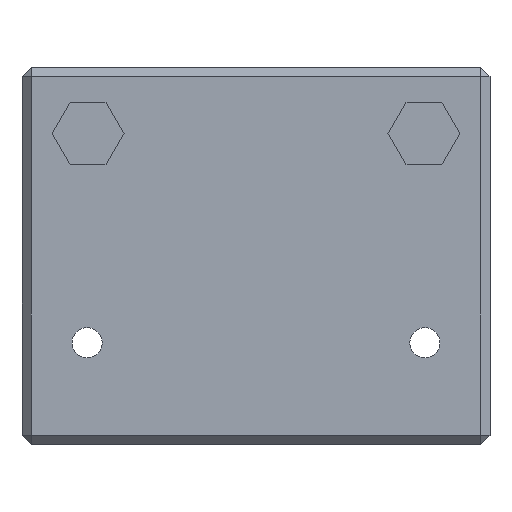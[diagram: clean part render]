
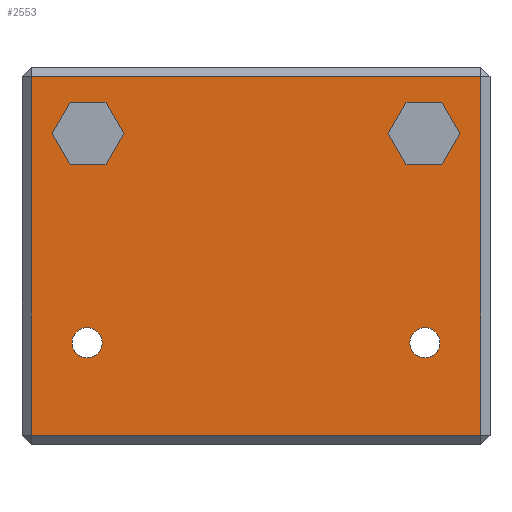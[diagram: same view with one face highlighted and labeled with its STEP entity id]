
A CAD part, top view. The second image highlights one B-rep face of the part: STEP entity #2553.
In plain terms, the highlighted planar face has unit normal (0, 0, 1).
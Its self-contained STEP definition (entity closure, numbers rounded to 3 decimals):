
#34=FACE_BOUND('',#244,.T.);
#35=FACE_BOUND('',#245,.T.);
#36=FACE_BOUND('',#246,.T.);
#37=FACE_BOUND('',#247,.T.);
#51=CIRCLE('',#2720,0.8);
#52=CIRCLE('',#2721,0.8);
#97=FACE_OUTER_BOUND('',#243,.T.);
#243=EDGE_LOOP('',(#1736,#1737,#1738,#1739));
#244=EDGE_LOOP('',(#1740));
#245=EDGE_LOOP('',(#1741));
#246=EDGE_LOOP('',(#1742,#1743,#1744,#1745,#1746,#1747));
#247=EDGE_LOOP('',(#1748,#1749,#1750,#1751,#1752,#1753));
#398=LINE('',#3615,#733);
#402=LINE('',#3623,#737);
#408=LINE('',#3633,#743);
#409=LINE('',#3635,#744);
#431=LINE('',#3696,#766);
#432=LINE('',#3698,#767);
#433=LINE('',#3700,#768);
#434=LINE('',#3702,#769);
#435=LINE('',#3704,#770);
#436=LINE('',#3705,#771);
#437=LINE('',#3708,#772);
#438=LINE('',#3710,#773);
#439=LINE('',#3712,#774);
#440=LINE('',#3714,#775);
#441=LINE('',#3716,#776);
#442=LINE('',#3717,#777);
#733=VECTOR('',#2906,10.);
#737=VECTOR('',#2914,10.);
#743=VECTOR('',#2924,10.);
#744=VECTOR('',#2927,10.);
#766=VECTOR('',#2977,10.);
#767=VECTOR('',#2978,10.);
#768=VECTOR('',#2979,10.);
#769=VECTOR('',#2980,10.);
#770=VECTOR('',#2981,10.);
#771=VECTOR('',#2982,10.);
#772=VECTOR('',#2983,10.);
#773=VECTOR('',#2984,10.);
#774=VECTOR('',#2985,10.);
#775=VECTOR('',#2986,10.);
#776=VECTOR('',#2987,10.);
#777=VECTOR('',#2988,10.);
#1057=VERTEX_POINT('',#3589);
#1060=VERTEX_POINT('',#3596);
#1061=VERTEX_POINT('',#3600);
#1064=VERTEX_POINT('',#3607);
#1092=VERTEX_POINT('',#3690);
#1093=VERTEX_POINT('',#3692);
#1094=VERTEX_POINT('',#3694);
#1095=VERTEX_POINT('',#3695);
#1096=VERTEX_POINT('',#3697);
#1097=VERTEX_POINT('',#3699);
#1098=VERTEX_POINT('',#3701);
#1099=VERTEX_POINT('',#3703);
#1100=VERTEX_POINT('',#3706);
#1101=VERTEX_POINT('',#3707);
#1102=VERTEX_POINT('',#3709);
#1103=VERTEX_POINT('',#3711);
#1104=VERTEX_POINT('',#3713);
#1105=VERTEX_POINT('',#3715);
#1304=EDGE_CURVE('',#1064,#1060,#398,.T.);
#1308=EDGE_CURVE('',#1061,#1064,#402,.T.);
#1314=EDGE_CURVE('',#1057,#1061,#408,.T.);
#1315=EDGE_CURVE('',#1060,#1057,#409,.T.);
#1343=EDGE_CURVE('',#1092,#1092,#51,.T.);
#1344=EDGE_CURVE('',#1093,#1093,#52,.T.);
#1345=EDGE_CURVE('',#1094,#1095,#431,.T.);
#1346=EDGE_CURVE('',#1095,#1096,#432,.T.);
#1347=EDGE_CURVE('',#1096,#1097,#433,.T.);
#1348=EDGE_CURVE('',#1097,#1098,#434,.T.);
#1349=EDGE_CURVE('',#1098,#1099,#435,.T.);
#1350=EDGE_CURVE('',#1099,#1094,#436,.T.);
#1351=EDGE_CURVE('',#1100,#1101,#437,.T.);
#1352=EDGE_CURVE('',#1102,#1100,#438,.T.);
#1353=EDGE_CURVE('',#1103,#1102,#439,.T.);
#1354=EDGE_CURVE('',#1104,#1103,#440,.T.);
#1355=EDGE_CURVE('',#1105,#1104,#441,.T.);
#1356=EDGE_CURVE('',#1101,#1105,#442,.T.);
#1736=ORIENTED_EDGE('',*,*,#1304,.F.);
#1737=ORIENTED_EDGE('',*,*,#1308,.F.);
#1738=ORIENTED_EDGE('',*,*,#1314,.F.);
#1739=ORIENTED_EDGE('',*,*,#1315,.F.);
#1740=ORIENTED_EDGE('',*,*,#1343,.T.);
#1741=ORIENTED_EDGE('',*,*,#1344,.T.);
#1742=ORIENTED_EDGE('',*,*,#1345,.T.);
#1743=ORIENTED_EDGE('',*,*,#1346,.T.);
#1744=ORIENTED_EDGE('',*,*,#1347,.T.);
#1745=ORIENTED_EDGE('',*,*,#1348,.T.);
#1746=ORIENTED_EDGE('',*,*,#1349,.T.);
#1747=ORIENTED_EDGE('',*,*,#1350,.T.);
#1748=ORIENTED_EDGE('',*,*,#1351,.F.);
#1749=ORIENTED_EDGE('',*,*,#1352,.F.);
#1750=ORIENTED_EDGE('',*,*,#1353,.F.);
#1751=ORIENTED_EDGE('',*,*,#1354,.F.);
#1752=ORIENTED_EDGE('',*,*,#1355,.F.);
#1753=ORIENTED_EDGE('',*,*,#1356,.F.);
#2425=PLANE('',#2719);
#2553=ADVANCED_FACE('',(#97,#34,#35,#36,#37),#2425,.T.);
#2719=AXIS2_PLACEMENT_3D('',#3689,#2971,#2972);
#2720=AXIS2_PLACEMENT_3D('',#3691,#2973,#2974);
#2721=AXIS2_PLACEMENT_3D('',#3693,#2975,#2976);
#2906=DIRECTION('',(1.,0.,0.));
#2914=DIRECTION('',(0.,1.,0.));
#2924=DIRECTION('',(-1.,0.,0.));
#2927=DIRECTION('',(0.,-1.,0.));
#2971=DIRECTION('center_axis',(0.,0.,1.));
#2972=DIRECTION('ref_axis',(0.,1.,0.));
#2973=DIRECTION('center_axis',(0.,0.,-1.));
#2974=DIRECTION('ref_axis',(-1.,0.,0.));
#2975=DIRECTION('center_axis',(0.,0.,-1.));
#2976=DIRECTION('ref_axis',(-1.,0.,0.));
#2977=DIRECTION('',(0.5,-0.866,0.));
#2978=DIRECTION('',(-0.5,-0.866,0.));
#2979=DIRECTION('',(-1.,0.,0.));
#2980=DIRECTION('',(-0.5,0.866,0.));
#2981=DIRECTION('',(0.5,0.866,0.));
#2982=DIRECTION('',(1.,0.,0.));
#2983=DIRECTION('',(-0.5,-0.866,0.));
#2984=DIRECTION('',(-1.,0.,0.));
#2985=DIRECTION('',(-0.5,0.866,0.));
#2986=DIRECTION('',(0.5,0.866,0.));
#2987=DIRECTION('',(1.,0.,0.));
#2988=DIRECTION('',(0.5,-0.866,0.));
#3589=CARTESIAN_POINT('',(11.9,-5.5,4.9));
#3596=CARTESIAN_POINT('',(11.9,13.5,4.9));
#3600=CARTESIAN_POINT('',(-11.9,-5.5,4.9));
#3607=CARTESIAN_POINT('',(-11.9,13.5,4.9));
#3615=CARTESIAN_POINT('',(6.4,13.5,4.9));
#3623=CARTESIAN_POINT('',(-11.9,-1.25,4.9));
#3633=CARTESIAN_POINT('',(6.4,-5.5,4.9));
#3635=CARTESIAN_POINT('',(11.9,-1.25,4.9));
#3689=CARTESIAN_POINT('Origin',(6.4,-5.,4.9));
#3690=CARTESIAN_POINT('',(-8.15,-0.6,4.9));
#3691=CARTESIAN_POINT('Origin',(-8.95,-0.6,4.9));
#3692=CARTESIAN_POINT('',(9.75,-0.6,4.9));
#3693=CARTESIAN_POINT('Origin',(8.95,-0.6,4.9));
#3694=CARTESIAN_POINT('',(9.853,12.15,4.9));
#3695=CARTESIAN_POINT('',(10.805,10.5,4.9));
#3696=CARTESIAN_POINT('',(9.853,12.15,4.9));
#3697=CARTESIAN_POINT('',(9.853,8.85,4.9));
#3698=CARTESIAN_POINT('',(10.805,10.5,4.9));
#3699=CARTESIAN_POINT('',(7.947,8.85,4.9));
#3700=CARTESIAN_POINT('',(9.853,8.85,4.9));
#3701=CARTESIAN_POINT('',(6.995,10.5,4.9));
#3702=CARTESIAN_POINT('',(7.947,8.85,4.9));
#3703=CARTESIAN_POINT('',(7.947,12.15,4.9));
#3704=CARTESIAN_POINT('',(6.995,10.5,4.9));
#3705=CARTESIAN_POINT('',(7.947,12.15,4.9));
#3706=CARTESIAN_POINT('',(-9.853,12.15,4.9));
#3707=CARTESIAN_POINT('',(-10.805,10.5,4.9));
#3708=CARTESIAN_POINT('',(-9.853,12.15,4.9));
#3709=CARTESIAN_POINT('',(-7.947,12.15,4.9));
#3710=CARTESIAN_POINT('',(-7.947,12.15,4.9));
#3711=CARTESIAN_POINT('',(-6.995,10.5,4.9));
#3712=CARTESIAN_POINT('',(-6.995,10.5,4.9));
#3713=CARTESIAN_POINT('',(-7.947,8.85,4.9));
#3714=CARTESIAN_POINT('',(-7.947,8.85,4.9));
#3715=CARTESIAN_POINT('',(-9.853,8.85,4.9));
#3716=CARTESIAN_POINT('',(-9.853,8.85,4.9));
#3717=CARTESIAN_POINT('',(-10.805,10.5,4.9));
